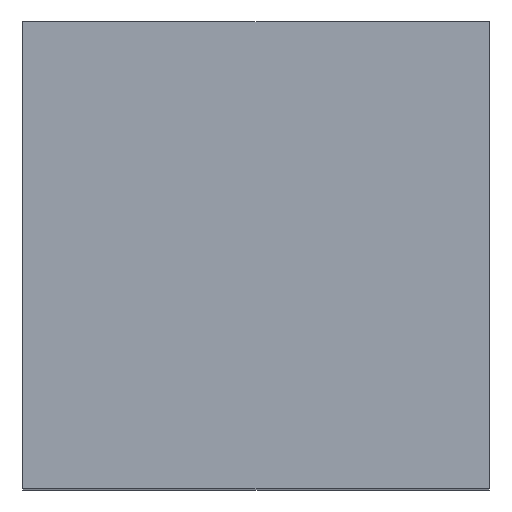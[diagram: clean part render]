
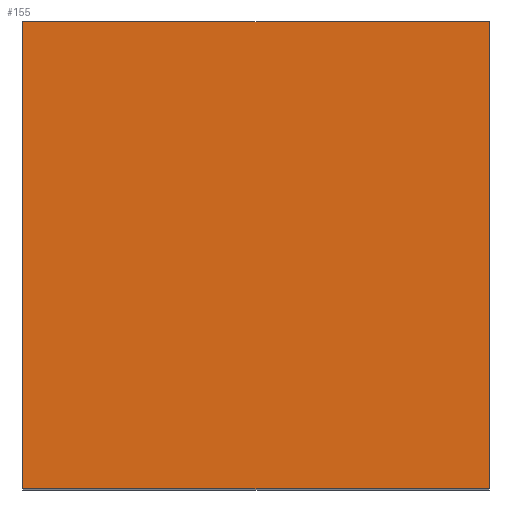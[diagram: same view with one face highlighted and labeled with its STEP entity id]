
A CAD part, top view. The second image highlights one B-rep face of the part: STEP entity #155.
In plain terms, the highlighted planar face has unit normal (0, 0, 1).
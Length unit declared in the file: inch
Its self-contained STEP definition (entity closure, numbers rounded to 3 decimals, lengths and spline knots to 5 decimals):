
#9 = AXIS2_PLACEMENT_3D ( 'NONE', #82, #81, #80 ) ;
#10 = FACE_OUTER_BOUND ( 'NONE', #135, .T. ) ;
#58 = DIRECTION ( 'NONE',  ( 0., -1., 0. ) ) ;
#59 = CARTESIAN_POINT ( 'NONE',  ( 2., 2., 0. ) ) ;
#60 = LINE ( 'NONE', #59, #194 ) ;
#67 = DIRECTION ( 'NONE',  ( 0., -1., 0. ) ) ;
#68 = CARTESIAN_POINT ( 'NONE',  ( 0., 2., 0. ) ) ;
#69 = LINE ( 'NONE', #68, #197 ) ;
#70 = DIRECTION ( 'NONE',  ( 1., 0., 0. ) ) ;
#71 = CARTESIAN_POINT ( 'NONE',  ( 2., 2., 0. ) ) ;
#72 = LINE ( 'NONE', #71, #198 ) ;
#77 = DIRECTION ( 'NONE',  ( 1., 0., 0. ) ) ;
#78 = CARTESIAN_POINT ( 'NONE',  ( 2., 0., 0. ) ) ;
#79 = LINE ( 'NONE', #78, #184 ) ;
#80 = DIRECTION ( 'NONE',  ( -1., 0., 0. ) ) ;
#81 = DIRECTION ( 'NONE',  ( 0., 0., -1. ) ) ;
#82 = CARTESIAN_POINT ( 'NONE',  ( 2., 2., 0. ) ) ;
#83 = PLANE ( 'NONE',  #9 ) ;
#99 = CARTESIAN_POINT ( 'NONE',  ( 0., 2., 0. ) ) ;
#100 = CARTESIAN_POINT ( 'NONE',  ( 2., 0., 0. ) ) ;
#101 = CARTESIAN_POINT ( 'NONE',  ( 0., 0., 0. ) ) ;
#103 = CARTESIAN_POINT ( 'NONE',  ( 2., 2., 0. ) ) ;
#127 = VERTEX_POINT ( 'NONE', #101 ) ;
#128 = VERTEX_POINT ( 'NONE', #103 ) ;
#131 = VERTEX_POINT ( 'NONE', #99 ) ;
#132 = VERTEX_POINT ( 'NONE', #100 ) ;
#135 = EDGE_LOOP ( 'NONE', ( #143, #141, #142, #140 ) ) ;
#140 = ORIENTED_EDGE ( 'NONE', *, *, #159, .T. ) ;
#141 = ORIENTED_EDGE ( 'NONE', *, *, #163, .F. ) ;
#142 = ORIENTED_EDGE ( 'NONE', *, *, #158, .F. ) ;
#143 = ORIENTED_EDGE ( 'NONE', *, *, #156, .T. ) ;
#155 = ADVANCED_FACE ( 'NONE', ( #10 ), #83, .F. ) ;
#156 = EDGE_CURVE ( 'NONE', #127, #132, #79, .T. ) ;
#158 = EDGE_CURVE ( 'NONE', #131, #128, #72, .T. ) ;
#159 = EDGE_CURVE ( 'NONE', #131, #127, #69, .T. ) ;
#163 = EDGE_CURVE ( 'NONE', #128, #132, #60, .T. ) ;
#184 = VECTOR ( 'NONE', #77, 39.37008 ) ;
#194 = VECTOR ( 'NONE', #58, 39.37008 ) ;
#197 = VECTOR ( 'NONE', #67, 39.37008 ) ;
#198 = VECTOR ( 'NONE', #70, 39.37008 ) ;
